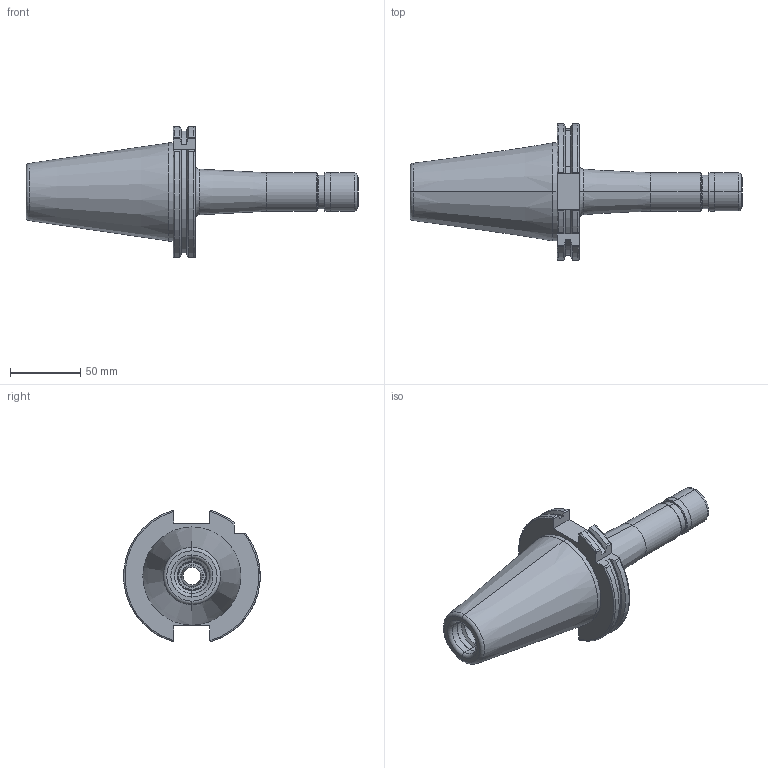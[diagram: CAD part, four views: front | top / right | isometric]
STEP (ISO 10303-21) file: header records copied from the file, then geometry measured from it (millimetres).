
FILE_DESCRIPTION (( 'STEP AP203' ), '1' );
FILE_NAME ('221-S7118-221.STEP', '2019-04-16T07:28:08', ( 'Acer' ), ( '' ), 'SwSTEP 2.0', 'SolidWorks 2018', '' );
FILE_SCHEMA (( 'CONFIG_CONTROL_DESIGN' ));
Length unit declared in the file: millimetre
Products named in the file (1): 221-S7118-221
Bounding box: 236.6 x 97.23 x 93.56 mm (x, y, z)
Surface area: 52123.1 mm2 (no closed solid volume)
Topology: 0 solids, 6 shells, 130 faces, 323 edges, 202 vertices
Faces by surface type: cylinder 40, plane 40, cone 28, torus 22
Entity records: 4090 total; most frequent: CARTESIAN_POINT 913, DIRECTION 681, ORIENTED_EDGE 622, EDGE_CURVE 323, AXIS2_PLACEMENT_3D 279, VERTEX_POINT 202, CIRCLE 148, EDGE_LOOP 139
